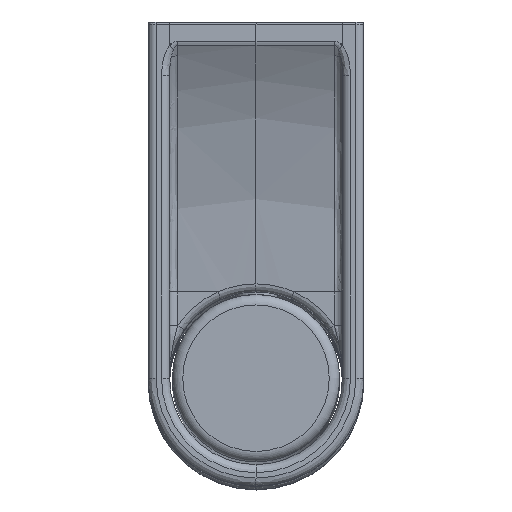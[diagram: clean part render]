
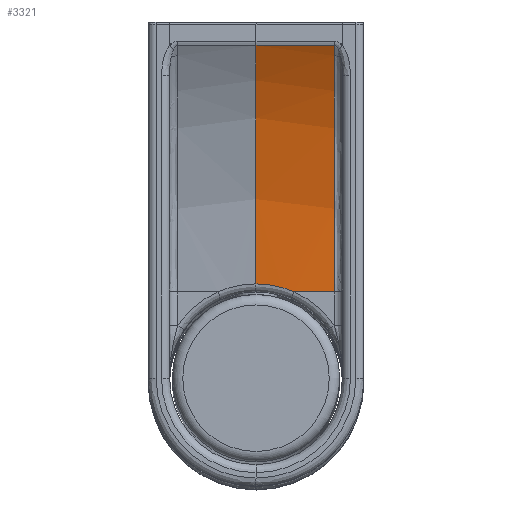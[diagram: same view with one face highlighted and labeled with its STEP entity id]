
A CAD part, top view. The second image highlights one B-rep face of the part: STEP entity #3321.
In plain terms, the highlighted free-form (B-spline) face has degree [3, 1] with [8, 2] control points.
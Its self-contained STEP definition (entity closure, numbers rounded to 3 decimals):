
#31=B_SPLINE_SURFACE_WITH_KNOTS('',3,1,((#5898,#5899),(#5900,#5901),(#5902,
#5903),(#5904,#5905),(#5906,#5907),(#5908,#5909),(#5910,#5911),(#5912,#5913)),
 .UNSPECIFIED.,.F.,.F.,.F.,(4,2,2,4),(2,2),(161.265,161.764,
162.015,162.265),(0.,0.99),.UNSPECIFIED.);
#464=FACE_OUTER_BOUND('',#664,.T.);
#664=EDGE_LOOP('',(#2518,#2519,#2520,#2521,#2522,#2523));
#885=LINE('',#5676,#1102);
#889=LINE('',#5749,#1106);
#1102=VECTOR('',#4143,10.);
#1106=VECTOR('',#4163,10.);
#1238=B_SPLINE_CURVE_WITH_KNOTS('',3,(#5396,#5397,#5398,#5399),
 .UNSPECIFIED.,.F.,.F.,(4,4),(162.208,162.256),
 .UNSPECIFIED.);
#1251=B_SPLINE_CURVE_WITH_KNOTS('',3,(#5772,#5773,#5774,#5775,#5776,#5777,
#5778,#5779),.UNSPECIFIED.,.F.,.F.,(4,2,2,4),(161.265,161.764,
162.015,162.208),.UNSPECIFIED.);
#1255=B_SPLINE_CURVE_WITH_KNOTS('',3,(#5891,#5892,#5893,#5894,#5895,#5896),
 .UNSPECIFIED.,.F.,.F.,(4,2,4),(0.,1.746,3.493),
 .UNSPECIFIED.);
#1256=B_SPLINE_CURVE_WITH_KNOTS('',3,(#5914,#5915,#5916,#5917,#5918,#5919,
#5920,#5921),.UNSPECIFIED.,.F.,.F.,(4,2,2,4),(161.296,161.764,
162.015,162.256),.UNSPECIFIED.);
#1408=VERTEX_POINT('',#5379);
#1410=VERTEX_POINT('',#5391);
#1469=VERTEX_POINT('',#5674);
#1470=VERTEX_POINT('',#5675);
#1479=VERTEX_POINT('',#5747);
#1484=VERTEX_POINT('',#5890);
#1768=EDGE_CURVE('',#1408,#1410,#1238,.T.);
#1829=EDGE_CURVE('',#1469,#1470,#885,.T.);
#1842=EDGE_CURVE('',#1410,#1479,#889,.T.);
#1844=EDGE_CURVE('',#1469,#1408,#1251,.T.);
#1857=EDGE_CURVE('',#1470,#1484,#1255,.T.);
#1859=EDGE_CURVE('',#1484,#1479,#1256,.T.);
#2518=ORIENTED_EDGE('',*,*,#1857,.F.);
#2519=ORIENTED_EDGE('',*,*,#1829,.F.);
#2520=ORIENTED_EDGE('',*,*,#1844,.T.);
#2521=ORIENTED_EDGE('',*,*,#1768,.T.);
#2522=ORIENTED_EDGE('',*,*,#1842,.T.);
#2523=ORIENTED_EDGE('',*,*,#1859,.F.);
#3321=ADVANCED_FACE('',(#464),#31,.T.);
#4143=DIRECTION('',(0.,1.,0.));
#4163=DIRECTION('',(0.,1.,0.));
#5379=CARTESIAN_POINT('',(22.622,-205.231,47.023));
#5391=CARTESIAN_POINT('',(23.172,-205.231,46.035));
#5396=CARTESIAN_POINT('Ctrl Pts',(22.622,-205.231,47.023));
#5397=CARTESIAN_POINT('Ctrl Pts',(22.8,-205.231,46.69));
#5398=CARTESIAN_POINT('Ctrl Pts',(22.983,-205.231,46.361));
#5399=CARTESIAN_POINT('Ctrl Pts',(23.172,-205.231,46.035));
#5674=CARTESIAN_POINT('',(17.779,-205.231,69.572));
#5675=CARTESIAN_POINT('',(17.779,-201.409,69.572));
#5676=CARTESIAN_POINT('',(17.779,-205.231,69.572));
#5747=CARTESIAN_POINT('',(23.172,-197.754,46.035));
#5749=CARTESIAN_POINT('',(23.172,-205.231,46.035));
#5772=CARTESIAN_POINT('Ctrl Pts',(17.779,-205.231,69.572));
#5773=CARTESIAN_POINT('Ctrl Pts',(17.814,-205.231,65.352));
#5774=CARTESIAN_POINT('Ctrl Pts',(18.179,-205.231,61.115));
#5775=CARTESIAN_POINT('Ctrl Pts',(19.493,-205.231,55.019));
#5776=CARTESIAN_POINT('Ctrl Pts',(20.059,-205.231,53.045));
#5777=CARTESIAN_POINT('Ctrl Pts',(21.297,-205.231,49.731));
#5778=CARTESIAN_POINT('Ctrl Pts',(21.916,-205.231,48.346));
#5779=CARTESIAN_POINT('Ctrl Pts',(22.622,-205.231,47.023));
#5890=CARTESIAN_POINT('',(17.789,-197.754,68.799));
#5891=CARTESIAN_POINT('Ctrl Pts',(17.779,-201.409,69.572));
#5892=CARTESIAN_POINT('Ctrl Pts',(17.781,-200.836,69.317));
#5893=CARTESIAN_POINT('Ctrl Pts',(17.784,-200.236,69.124));
#5894=CARTESIAN_POINT('Ctrl Pts',(17.788,-199.009,68.864));
#5895=CARTESIAN_POINT('Ctrl Pts',(17.789,-198.381,68.798));
#5896=CARTESIAN_POINT('Ctrl Pts',(17.789,-197.754,68.799));
#5898=CARTESIAN_POINT('Ctrl Pts',(17.779,-206.004,69.572));
#5899=CARTESIAN_POINT('Ctrl Pts',(17.779,-196.104,69.572));
#5900=CARTESIAN_POINT('Ctrl Pts',(17.814,-206.004,65.352));
#5901=CARTESIAN_POINT('Ctrl Pts',(17.814,-196.104,65.352));
#5902=CARTESIAN_POINT('Ctrl Pts',(18.179,-206.004,61.115));
#5903=CARTESIAN_POINT('Ctrl Pts',(18.179,-196.104,61.115));
#5904=CARTESIAN_POINT('Ctrl Pts',(19.493,-206.004,55.019));
#5905=CARTESIAN_POINT('Ctrl Pts',(19.493,-196.104,55.019));
#5906=CARTESIAN_POINT('Ctrl Pts',(20.059,-206.004,53.045));
#5907=CARTESIAN_POINT('Ctrl Pts',(20.059,-196.104,53.045));
#5908=CARTESIAN_POINT('Ctrl Pts',(21.459,-206.004,49.299));
#5909=CARTESIAN_POINT('Ctrl Pts',(21.459,-196.104,49.299));
#5910=CARTESIAN_POINT('Ctrl Pts',(22.294,-206.004,47.521));
#5911=CARTESIAN_POINT('Ctrl Pts',(22.294,-196.104,47.521));
#5912=CARTESIAN_POINT('Ctrl Pts',(23.279,-206.004,45.853));
#5913=CARTESIAN_POINT('Ctrl Pts',(23.279,-196.104,45.853));
#5914=CARTESIAN_POINT('Ctrl Pts',(17.789,-197.754,68.799));
#5915=CARTESIAN_POINT('Ctrl Pts',(17.861,-197.754,64.835));
#5916=CARTESIAN_POINT('Ctrl Pts',(18.233,-197.754,60.868));
#5917=CARTESIAN_POINT('Ctrl Pts',(19.493,-197.754,55.019));
#5918=CARTESIAN_POINT('Ctrl Pts',(20.059,-197.754,53.045));
#5919=CARTESIAN_POINT('Ctrl Pts',(21.433,-197.754,49.367));
#5920=CARTESIAN_POINT('Ctrl Pts',(22.234,-197.754,47.651));
#5921=CARTESIAN_POINT('Ctrl Pts',(23.172,-197.754,46.035));
